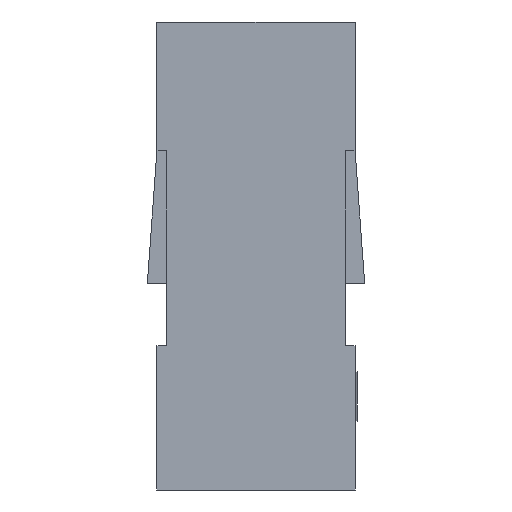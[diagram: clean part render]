
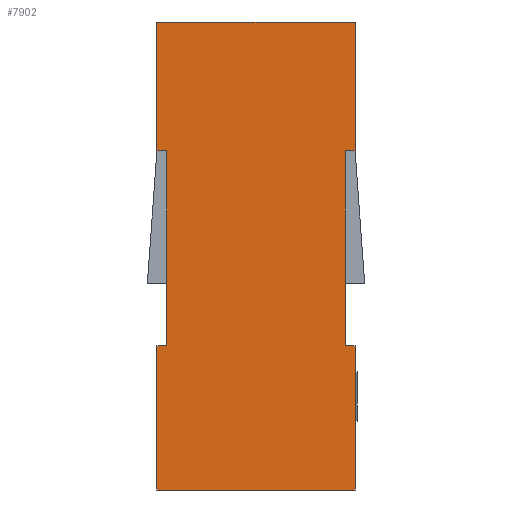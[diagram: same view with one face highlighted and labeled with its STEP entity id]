
A CAD part, left-side view. The second image highlights one B-rep face of the part: STEP entity #7902.
In plain terms, the highlighted planar face has unit normal (-1, 0, 0).
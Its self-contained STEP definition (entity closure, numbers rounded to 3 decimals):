
#8 = LINE ( 'NONE', #20063, #21063 ) ;
#126 = LINE ( 'NONE', #8457, #4311 ) ;
#152 = VECTOR ( 'NONE', #21341, 1000. ) ;
#304 = EDGE_LOOP ( 'NONE', ( #19187, #21806, #14800, #25240, #9772, #4773, #14277, #12692, #14092, #4761, #17246, #10800 ) ) ;
#378 = CARTESIAN_POINT ( 'NONE',  ( -8.89, -1.27, 12. ) ) ;
#488 = DIRECTION ( 'NONE',  ( 1., 0., 0. ) ) ;
#638 = DIRECTION ( 'NONE',  ( 0., 1., 0. ) ) ;
#738 = DIRECTION ( 'NONE',  ( 0., 0., 1. ) ) ;
#1275 = DIRECTION ( 'NONE',  ( 0., -1., 0. ) ) ;
#2329 = VERTEX_POINT ( 'NONE', #18330 ) ;
#2583 = VERTEX_POINT ( 'NONE', #5414 ) ;
#3182 = LINE ( 'NONE', #8471, #13575 ) ;
#3304 = LINE ( 'NONE', #24667, #12076 ) ;
#3468 = VERTEX_POINT ( 'NONE', #8340 ) ;
#4108 = VERTEX_POINT ( 'NONE', #6838 ) ;
#4131 = DIRECTION ( 'NONE',  ( 0., 0., 1. ) ) ;
#4311 = VECTOR ( 'NONE', #17031, 1000. ) ;
#4761 = ORIENTED_EDGE ( 'NONE', *, *, #22966, .T. ) ;
#4763 = LINE ( 'NONE', #5224, #23598 ) ;
#4773 = ORIENTED_EDGE ( 'NONE', *, *, #23380, .F. ) ;
#4861 = CARTESIAN_POINT ( 'NONE',  ( -8.89, -2.048, 3.7 ) ) ;
#4874 = CARTESIAN_POINT ( 'NONE',  ( -8.89, 3.56, 8.7 ) ) ;
#5224 = CARTESIAN_POINT ( 'NONE',  ( -8.89, 3.81, 12. ) ) ;
#5278 = VERTEX_POINT ( 'NONE', #18283 ) ;
#5414 = CARTESIAN_POINT ( 'NONE',  ( -8.89, -1.02, 8.7 ) ) ;
#6025 = DIRECTION ( 'NONE',  ( 0., 0., -1. ) ) ;
#6061 = VERTEX_POINT ( 'NONE', #25230 ) ;
#6236 = LINE ( 'NONE', #4874, #26743 ) ;
#6335 = CARTESIAN_POINT ( 'NONE',  ( -8.89, -1.27, 8.7 ) ) ;
#6673 = PLANE ( 'NONE',  #23586 ) ;
#6838 = CARTESIAN_POINT ( 'NONE',  ( -8.89, 3.56, 8.7 ) ) ;
#7151 = EDGE_CURVE ( 'NONE', #25868, #2329, #16330, .T. ) ;
#7581 = CARTESIAN_POINT ( 'NONE',  ( -8.89, 4.588, 3.7 ) ) ;
#7902 = ADVANCED_FACE ( 'NONE', ( #9094 ), #6673, .F. ) ;
#8340 = CARTESIAN_POINT ( 'NONE',  ( -8.89, -1.27, 12. ) ) ;
#8457 = CARTESIAN_POINT ( 'NONE',  ( -8.89, 0., 12. ) ) ;
#8471 = CARTESIAN_POINT ( 'NONE',  ( -8.89, -1.27, 12. ) ) ;
#8595 = CARTESIAN_POINT ( 'NONE',  ( -8.89, 3.81, 8.7 ) ) ;
#9094 = FACE_OUTER_BOUND ( 'NONE', #304, .T. ) ;
#9315 = DIRECTION ( 'NONE',  ( 0., 1., 0. ) ) ;
#9678 = EDGE_CURVE ( 'NONE', #6061, #9929, #22280, .T. ) ;
#9772 = ORIENTED_EDGE ( 'NONE', *, *, #26338, .T. ) ;
#9892 = CARTESIAN_POINT ( 'NONE',  ( -8.89, 0., 0. ) ) ;
#9929 = VERTEX_POINT ( 'NONE', #24286 ) ;
#10227 = EDGE_CURVE ( 'NONE', #2583, #21935, #17028, .T. ) ;
#10800 = ORIENTED_EDGE ( 'NONE', *, *, #12460, .F. ) ;
#12076 = VECTOR ( 'NONE', #4131, 1000. ) ;
#12460 = EDGE_CURVE ( 'NONE', #13220, #6061, #12911, .T. ) ;
#12692 = ORIENTED_EDGE ( 'NONE', *, *, #7151, .T. ) ;
#12911 = LINE ( 'NONE', #7581, #26236 ) ;
#13220 = VERTEX_POINT ( 'NONE', #26912 ) ;
#13477 = CARTESIAN_POINT ( 'NONE',  ( -8.89, -2.048, 8.7 ) ) ;
#13575 = VECTOR ( 'NONE', #6025, 1000. ) ;
#13897 = DIRECTION ( 'NONE',  ( 0., -1., 0. ) ) ;
#14092 = ORIENTED_EDGE ( 'NONE', *, *, #16270, .T. ) ;
#14196 = VECTOR ( 'NONE', #15066, 1000. ) ;
#14277 = ORIENTED_EDGE ( 'NONE', *, *, #24500, .F. ) ;
#14800 = ORIENTED_EDGE ( 'NONE', *, *, #20281, .F. ) ;
#15066 = DIRECTION ( 'NONE',  ( 0., 0., -1. ) ) ;
#15077 = CARTESIAN_POINT ( 'NONE',  ( -8.89, 0., 12. ) ) ;
#16208 = LINE ( 'NONE', #9892, #17188 ) ;
#16270 = EDGE_CURVE ( 'NONE', #2329, #24657, #8, .T. ) ;
#16330 = LINE ( 'NONE', #4861, #22173 ) ;
#17028 = LINE ( 'NONE', #21435, #152 ) ;
#17031 = DIRECTION ( 'NONE',  ( 0., -1., 0. ) ) ;
#17188 = VECTOR ( 'NONE', #1275, 1000. ) ;
#17246 = ORIENTED_EDGE ( 'NONE', *, *, #9678, .F. ) ;
#17722 = DIRECTION ( 'NONE',  ( 0., 0., -1. ) ) ;
#18283 = CARTESIAN_POINT ( 'NONE',  ( -8.89, 3.81, 12. ) ) ;
#18330 = CARTESIAN_POINT ( 'NONE',  ( -8.89, 3.81, 3.7 ) ) ;
#19187 = ORIENTED_EDGE ( 'NONE', *, *, #19274, .T. ) ;
#19274 = EDGE_CURVE ( 'NONE', #13220, #2583, #3304, .T. ) ;
#19849 = CARTESIAN_POINT ( 'NONE',  ( -8.89, 3.81, 0. ) ) ;
#20063 = CARTESIAN_POINT ( 'NONE',  ( -8.89, 3.81, 12. ) ) ;
#20281 = EDGE_CURVE ( 'NONE', #3468, #21935, #3182, .T. ) ;
#20684 = LINE ( 'NONE', #13477, #25563 ) ;
#21063 = VECTOR ( 'NONE', #17722, 1000. ) ;
#21341 = DIRECTION ( 'NONE',  ( 0., -1., 0. ) ) ;
#21435 = CARTESIAN_POINT ( 'NONE',  ( -8.89, 4.588, 8.7 ) ) ;
#21593 = EDGE_CURVE ( 'NONE', #5278, #3468, #126, .T. ) ;
#21806 = ORIENTED_EDGE ( 'NONE', *, *, #10227, .T. ) ;
#21935 = VERTEX_POINT ( 'NONE', #6335 ) ;
#22173 = VECTOR ( 'NONE', #638, 1000. ) ;
#22280 = LINE ( 'NONE', #378, #14196 ) ;
#22313 = CARTESIAN_POINT ( 'NONE',  ( -8.89, 3.56, 3.7 ) ) ;
#22677 = VERTEX_POINT ( 'NONE', #8595 ) ;
#22745 = DIRECTION ( 'NONE',  ( 0., 1., 0. ) ) ;
#22966 = EDGE_CURVE ( 'NONE', #24657, #9929, #16208, .T. ) ;
#23380 = EDGE_CURVE ( 'NONE', #4108, #22677, #20684, .T. ) ;
#23586 = AXIS2_PLACEMENT_3D ( 'NONE', #15077, #488, #22745 ) ;
#23598 = VECTOR ( 'NONE', #24028, 1000. ) ;
#24028 = DIRECTION ( 'NONE',  ( 0., 0., -1. ) ) ;
#24286 = CARTESIAN_POINT ( 'NONE',  ( -8.89, -1.27, 0. ) ) ;
#24500 = EDGE_CURVE ( 'NONE', #25868, #4108, #6236, .T. ) ;
#24657 = VERTEX_POINT ( 'NONE', #19849 ) ;
#24667 = CARTESIAN_POINT ( 'NONE',  ( -8.89, -1.02, 8.7 ) ) ;
#25230 = CARTESIAN_POINT ( 'NONE',  ( -8.89, -1.27, 3.7 ) ) ;
#25240 = ORIENTED_EDGE ( 'NONE', *, *, #21593, .F. ) ;
#25563 = VECTOR ( 'NONE', #9315, 1000. ) ;
#25868 = VERTEX_POINT ( 'NONE', #22313 ) ;
#26236 = VECTOR ( 'NONE', #13897, 1000. ) ;
#26338 = EDGE_CURVE ( 'NONE', #5278, #22677, #4763, .T. ) ;
#26743 = VECTOR ( 'NONE', #738, 1000. ) ;
#26912 = CARTESIAN_POINT ( 'NONE',  ( -8.89, -1.02, 3.7 ) ) ;
